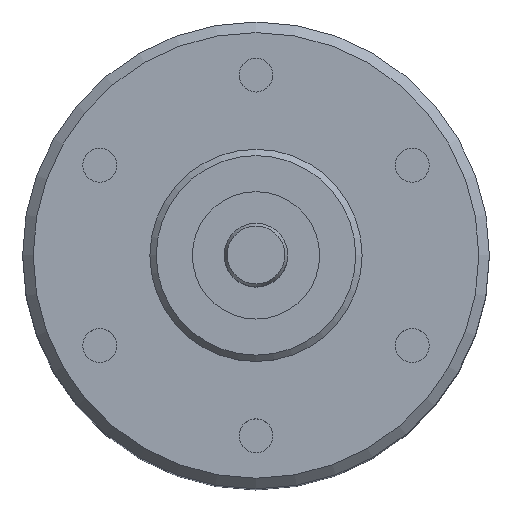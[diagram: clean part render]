
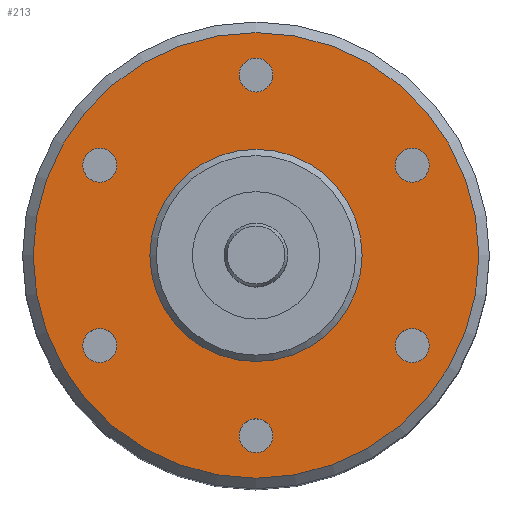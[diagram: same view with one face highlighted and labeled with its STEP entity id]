
A CAD part, top view. The second image highlights one B-rep face of the part: STEP entity #213.
In plain terms, the highlighted planar face has unit normal (0, 0, 1).
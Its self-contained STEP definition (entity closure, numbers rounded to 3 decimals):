
#213=ADVANCED_FACE('',(#614,#615,#616,#617,#618,#619,#620,#621),#324,.T.);
#324=PLANE('',#1967);
#614=FACE_BOUND('',#740,.T.);
#615=FACE_BOUND('',#741,.T.);
#616=FACE_BOUND('',#742,.T.);
#617=FACE_BOUND('',#743,.T.);
#618=FACE_BOUND('',#744,.T.);
#619=FACE_BOUND('',#745,.T.);
#620=FACE_BOUND('',#746,.T.);
#621=FACE_BOUND('',#747,.T.);
#740=EDGE_LOOP('',(#1044));
#741=EDGE_LOOP('',(#1045));
#742=EDGE_LOOP('',(#1046));
#743=EDGE_LOOP('',(#1047));
#744=EDGE_LOOP('',(#1048));
#745=EDGE_LOOP('',(#1049));
#746=EDGE_LOOP('',(#1050));
#747=EDGE_LOOP('',(#1051));
#1044=ORIENTED_EDGE('',*,*,#1675,.T.);
#1045=ORIENTED_EDGE('',*,*,#1676,.T.);
#1046=ORIENTED_EDGE('',*,*,#1677,.T.);
#1047=ORIENTED_EDGE('',*,*,#1678,.T.);
#1048=ORIENTED_EDGE('',*,*,#1679,.T.);
#1049=ORIENTED_EDGE('',*,*,#1680,.T.);
#1050=ORIENTED_EDGE('',*,*,#1681,.T.);
#1051=ORIENTED_EDGE('',*,*,#1682,.F.);
#1475=VERTEX_POINT('',#3027);
#1476=VERTEX_POINT('',#3029);
#1477=VERTEX_POINT('',#3031);
#1478=VERTEX_POINT('',#3033);
#1479=VERTEX_POINT('',#3035);
#1480=VERTEX_POINT('',#3037);
#1481=VERTEX_POINT('',#3039);
#1482=VERTEX_POINT('',#3041);
#1675=EDGE_CURVE('',#1475,#1475,#1828,.T.);
#1676=EDGE_CURVE('',#1476,#1476,#1829,.T.);
#1677=EDGE_CURVE('',#1477,#1477,#1830,.T.);
#1678=EDGE_CURVE('',#1478,#1478,#1831,.T.);
#1679=EDGE_CURVE('',#1479,#1479,#1832,.T.);
#1680=EDGE_CURVE('',#1480,#1480,#1833,.T.);
#1681=EDGE_CURVE('',#1481,#1481,#1834,.T.);
#1682=EDGE_CURVE('',#1482,#1482,#1835,.T.);
#1828=CIRCLE('',#1959,0.8);
#1829=CIRCLE('',#1960,0.8);
#1830=CIRCLE('',#1961,0.8);
#1831=CIRCLE('',#1962,0.8);
#1832=CIRCLE('',#1963,0.8);
#1833=CIRCLE('',#1964,0.8);
#1834=CIRCLE('',#1965,10.5);
#1835=CIRCLE('',#1966,5.);
#1959=AXIS2_PLACEMENT_3D('',#3026,#2327,#2328);
#1960=AXIS2_PLACEMENT_3D('',#3028,#2329,#2330);
#1961=AXIS2_PLACEMENT_3D('',#3030,#2331,#2332);
#1962=AXIS2_PLACEMENT_3D('',#3032,#2333,#2334);
#1963=AXIS2_PLACEMENT_3D('',#3034,#2335,#2336);
#1964=AXIS2_PLACEMENT_3D('',#3036,#2337,#2338);
#1965=AXIS2_PLACEMENT_3D('',#3038,#2339,#2340);
#1966=AXIS2_PLACEMENT_3D('',#3040,#2341,#2342);
#1967=AXIS2_PLACEMENT_3D('',#3042,#2343,#2344);
#2327=DIRECTION('',(0.,0.,-1.));
#2328=DIRECTION('',(-0.5,0.866,0.));
#2329=DIRECTION('',(0.,0.,-1.));
#2330=DIRECTION('',(0.5,0.866,0.));
#2331=DIRECTION('',(0.,0.,-1.));
#2332=DIRECTION('',(1.,0.,0.));
#2333=DIRECTION('',(0.,0.,-1.));
#2334=DIRECTION('',(0.5,-0.866,0.));
#2335=DIRECTION('',(0.,0.,-1.));
#2336=DIRECTION('',(-0.5,-0.866,0.));
#2337=DIRECTION('',(0.,0.,-1.));
#2338=DIRECTION('',(-1.,0.,0.));
#2339=DIRECTION('',(0.,0.,1.));
#2340=DIRECTION('',(1.,0.,0.));
#2341=DIRECTION('',(0.,0.,1.));
#2342=DIRECTION('',(1.,0.,0.));
#2343=DIRECTION('',(0.,0.,1.));
#2344=DIRECTION('',(1.,0.,0.));
#3026=CARTESIAN_POINT('',(7.361,4.25,0.));
#3027=CARTESIAN_POINT('',(6.961,4.943,0.));
#3028=CARTESIAN_POINT('',(7.361,-4.25,0.));
#3029=CARTESIAN_POINT('',(7.761,-3.557,0.));
#3030=CARTESIAN_POINT('',(0.,-8.5,0.));
#3031=CARTESIAN_POINT('',(0.8,-8.5,0.));
#3032=CARTESIAN_POINT('',(-7.361,-4.25,0.));
#3033=CARTESIAN_POINT('',(-6.961,-4.943,0.));
#3034=CARTESIAN_POINT('',(-7.361,4.25,0.));
#3035=CARTESIAN_POINT('',(-7.761,3.557,0.));
#3036=CARTESIAN_POINT('',(0.,8.5,0.));
#3037=CARTESIAN_POINT('',(-0.8,8.5,0.));
#3038=CARTESIAN_POINT('',(0.,0.,0.));
#3039=CARTESIAN_POINT('',(10.5,0.,0.));
#3040=CARTESIAN_POINT('',(0.,0.,0.));
#3041=CARTESIAN_POINT('',(5.,0.,0.));
#3042=CARTESIAN_POINT('',(0.,0.,0.));
